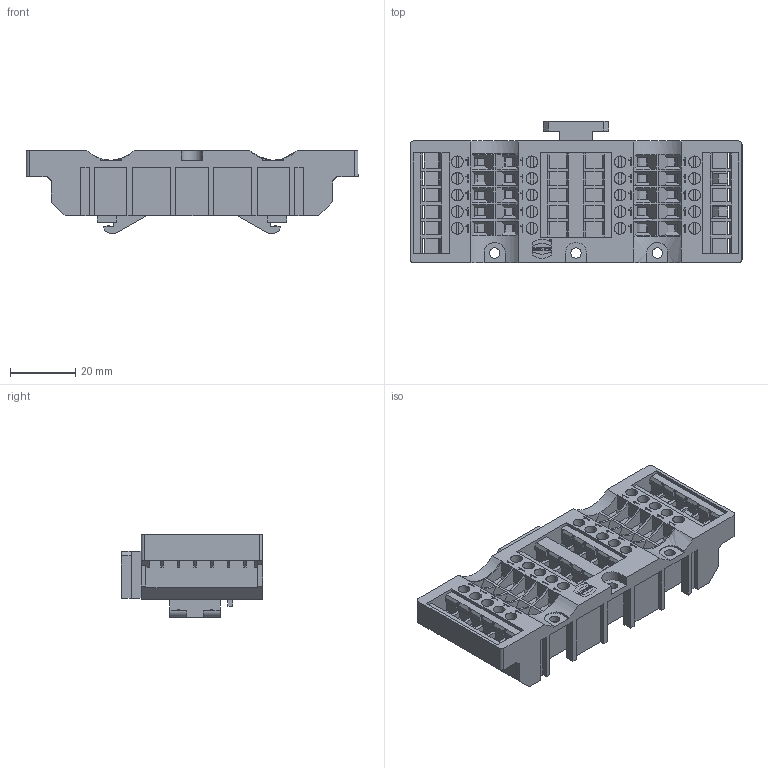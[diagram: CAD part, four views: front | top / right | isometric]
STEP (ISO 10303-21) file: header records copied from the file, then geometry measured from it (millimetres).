
FILE_DESCRIPTION(/* description */ (''),/* implementation_level */ '2;1');
FILE_NAME(/* name */ '100802337ugm000_b.stp',/* time_stamp */ '2019-09-24T13:24:05+02:00',/* author */ (''),/* organization */ (''),/* preprocessor_version */ 'ST-DEVELOPER v16.7',/* originating_system */ 'SIEMENS PLM Software NX 12.0',/* authorisation */ '');
FILE_SCHEMA (('AUTOMOTIVE_DESIGN { 1 0 10303 214 3 1 1 1 }'));
Length unit declared in the file: millimetre
Products named in the file (1): 100802337ugm000_b
Bounding box: 101.6 x 43.2 x 25.3 mm (x, y, z)
Volume: 51617 mm3; surface area: 22848.7 mm2
Topology: 1 solids, 1 shells, 1343 faces, 4026 edges, 2961 vertices
Faces by surface type: plane 1067, extrusion 140, cylinder 88, cone 44, bspline 4
Full cylindrical faces by diameter (mm): 3.2 x3, 3.6 x20
Entity records: 47042 total; most frequent: CARTESIAN_POINT 10029, ORIENTED_EDGE 7518, DIRECTION 6346, EDGE_CURVE 3759, VECTOR 3228, LINE 3088, VERTEX_POINT 2500, AXIS2_PLACEMENT_3D 1559
